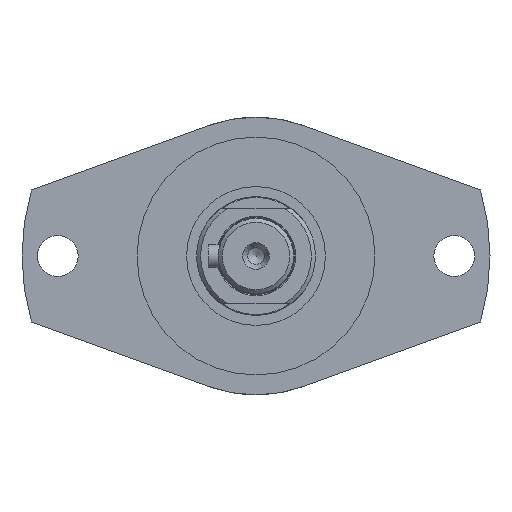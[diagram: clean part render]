
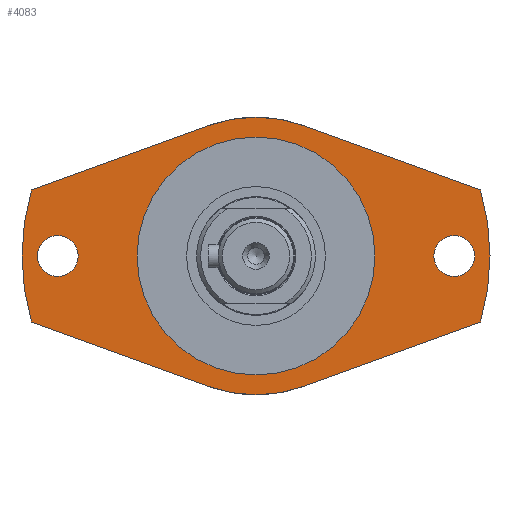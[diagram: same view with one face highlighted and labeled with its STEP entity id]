
A CAD part, left-side view. The second image highlights one B-rep face of the part: STEP entity #4083.
In plain terms, the highlighted planar face has unit normal (-1, 0, 0).
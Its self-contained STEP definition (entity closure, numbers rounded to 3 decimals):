
#105=FACE_BOUND('',#629,.T.);
#106=FACE_BOUND('',#630,.T.);
#107=FACE_BOUND('',#631,.T.);
#159=PLANE('',#4454);
#389=FACE_OUTER_BOUND('',#628,.T.);
#628=EDGE_LOOP('',(#3021,#3022,#3023,#3024,#3025,#3026,#3027,#3028));
#629=EDGE_LOOP('',(#3029));
#630=EDGE_LOOP('',(#3030));
#631=EDGE_LOOP('',(#3031,#3032));
#853=LINE('',#6428,#1165);
#856=LINE('',#6434,#1168);
#860=LINE('',#6441,#1172);
#863=LINE('',#6447,#1175);
#1165=VECTOR('',#5151,10.);
#1168=VECTOR('',#5156,10.);
#1172=VECTOR('',#5162,10.);
#1175=VECTOR('',#5167,10.);
#1516=CIRCLE('',#4436,35.);
#1518=CIRCLE('',#4438,35.);
#1522=CIRCLE('',#4443,5.15);
#1525=CIRCLE('',#4447,5.15);
#1527=CIRCLE('',#4455,59.);
#1528=CIRCLE('',#4456,59.);
#1529=CIRCLE('',#4457,30.);
#1530=CIRCLE('',#4458,30.);
#1751=VERTEX_POINT('',#6393);
#1752=VERTEX_POINT('',#6395);
#1755=VERTEX_POINT('',#6401);
#1756=VERTEX_POINT('',#6403);
#1760=VERTEX_POINT('',#6413);
#1763=VERTEX_POINT('',#6421);
#1764=VERTEX_POINT('',#6425);
#1767=VERTEX_POINT('',#6433);
#1769=VERTEX_POINT('',#6439);
#1771=VERTEX_POINT('',#6444);
#1772=VERTEX_POINT('',#6453);
#1773=VERTEX_POINT('',#6454);
#2203=EDGE_CURVE('',#1752,#1751,#1516,.T.);
#2207=EDGE_CURVE('',#1756,#1755,#1518,.T.);
#2213=EDGE_CURVE('',#1760,#1760,#1522,.T.);
#2217=EDGE_CURVE('',#1763,#1763,#1525,.T.);
#2219=EDGE_CURVE('',#1751,#1764,#853,.T.);
#2222=EDGE_CURVE('',#1767,#1756,#856,.T.);
#2226=EDGE_CURVE('',#1755,#1769,#860,.T.);
#2229=EDGE_CURVE('',#1771,#1752,#863,.T.);
#2231=EDGE_CURVE('',#1767,#1764,#1527,.T.);
#2232=EDGE_CURVE('',#1771,#1769,#1528,.T.);
#2233=EDGE_CURVE('',#1772,#1773,#1529,.T.);
#2234=EDGE_CURVE('',#1773,#1772,#1530,.T.);
#3021=ORIENTED_EDGE('',*,*,#2229,.T.);
#3022=ORIENTED_EDGE('',*,*,#2203,.T.);
#3023=ORIENTED_EDGE('',*,*,#2219,.T.);
#3024=ORIENTED_EDGE('',*,*,#2231,.F.);
#3025=ORIENTED_EDGE('',*,*,#2222,.T.);
#3026=ORIENTED_EDGE('',*,*,#2207,.T.);
#3027=ORIENTED_EDGE('',*,*,#2226,.T.);
#3028=ORIENTED_EDGE('',*,*,#2232,.F.);
#3029=ORIENTED_EDGE('',*,*,#2213,.T.);
#3030=ORIENTED_EDGE('',*,*,#2217,.T.);
#3031=ORIENTED_EDGE('',*,*,#2233,.T.);
#3032=ORIENTED_EDGE('',*,*,#2234,.T.);
#4083=ADVANCED_FACE('',(#389,#105,#106,#107),#159,.T.);
#4436=AXIS2_PLACEMENT_3D('',#6396,#5119,#5120);
#4438=AXIS2_PLACEMENT_3D('',#6404,#5125,#5126);
#4443=AXIS2_PLACEMENT_3D('',#6415,#5137,#5138);
#4447=AXIS2_PLACEMENT_3D('',#6423,#5146,#5147);
#4454=AXIS2_PLACEMENT_3D('',#6450,#5172,#5173);
#4455=AXIS2_PLACEMENT_3D('',#6451,#5174,#5175);
#4456=AXIS2_PLACEMENT_3D('',#6452,#5176,#5177);
#4457=AXIS2_PLACEMENT_3D('',#6455,#5178,#5179);
#4458=AXIS2_PLACEMENT_3D('',#6456,#5180,#5181);
#5119=DIRECTION('center_axis',(-1.,0.,0.));
#5120=DIRECTION('ref_axis',(0.,-0.342,0.94));
#5125=DIRECTION('center_axis',(-1.,0.,0.));
#5126=DIRECTION('ref_axis',(0.,0.342,-0.94));
#5137=DIRECTION('center_axis',(1.,0.,0.));
#5138=DIRECTION('ref_axis',(0.,0.,-1.));
#5146=DIRECTION('center_axis',(1.,0.,0.));
#5147=DIRECTION('ref_axis',(0.,0.,-1.));
#5151=DIRECTION('',(0.,-0.94,0.342));
#5156=DIRECTION('',(0.,0.94,0.342));
#5162=DIRECTION('',(0.,0.94,-0.342));
#5167=DIRECTION('',(0.,-0.94,-0.342));
#5172=DIRECTION('center_axis',(-1.,0.,0.));
#5173=DIRECTION('ref_axis',(0.,0.,1.));
#5174=DIRECTION('center_axis',(1.,0.,0.));
#5175=DIRECTION('ref_axis',(0.,1.,0.));
#5176=DIRECTION('center_axis',(1.,0.,0.));
#5177=DIRECTION('ref_axis',(0.,1.,0.));
#5178=DIRECTION('center_axis',(1.,0.,0.));
#5179=DIRECTION('ref_axis',(0.,1.,0.));
#5180=DIRECTION('center_axis',(1.,0.,0.));
#5181=DIRECTION('ref_axis',(0.,1.,0.));
#6393=CARTESIAN_POINT('',(-155.,-11.971,-32.889));
#6395=CARTESIAN_POINT('',(-155.,11.971,-32.889));
#6396=CARTESIAN_POINT('Origin',(-155.,0.,0.));
#6401=CARTESIAN_POINT('',(-155.,11.971,32.889));
#6403=CARTESIAN_POINT('',(-155.,-11.971,32.889));
#6404=CARTESIAN_POINT('Origin',(-155.,0.,0.));
#6413=CARTESIAN_POINT('',(-155.,-50.,5.15));
#6415=CARTESIAN_POINT('Origin',(-155.,-50.,0.));
#6421=CARTESIAN_POINT('',(-155.,50.,5.15));
#6423=CARTESIAN_POINT('Origin',(-155.,50.,0.));
#6425=CARTESIAN_POINT('',(-155.,-56.604,-16.644));
#6428=CARTESIAN_POINT('',(-155.,7.677,-40.04));
#6433=CARTESIAN_POINT('',(-155.,-56.604,16.644));
#6434=CARTESIAN_POINT('',(-155.,-37.505,23.596));
#6439=CARTESIAN_POINT('',(-155.,56.604,16.644));
#6441=CARTESIAN_POINT('',(-155.,31.618,25.738));
#6444=CARTESIAN_POINT('',(-155.,56.604,-16.644));
#6447=CARTESIAN_POINT('',(-155.,76.799,-9.294));
#6450=CARTESIAN_POINT('Origin',(-155.,44.5,0.));
#6451=CARTESIAN_POINT('Origin',(-155.,0.,0.));
#6452=CARTESIAN_POINT('Origin',(-155.,0.,0.));
#6453=CARTESIAN_POINT('',(-155.,30.,0.));
#6454=CARTESIAN_POINT('',(-155.,-30.,0.));
#6455=CARTESIAN_POINT('Origin',(-155.,0.,0.));
#6456=CARTESIAN_POINT('Origin',(-155.,0.,0.));
